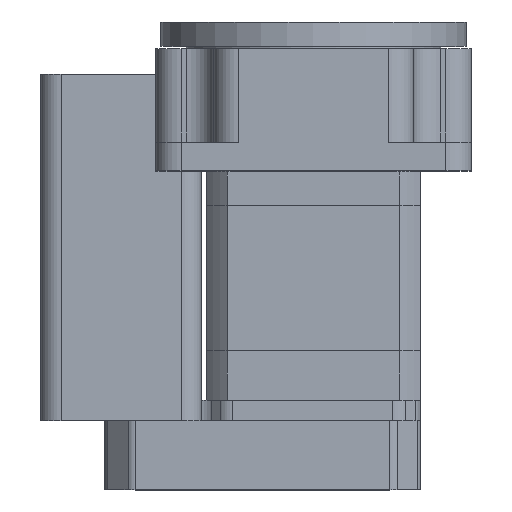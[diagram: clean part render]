
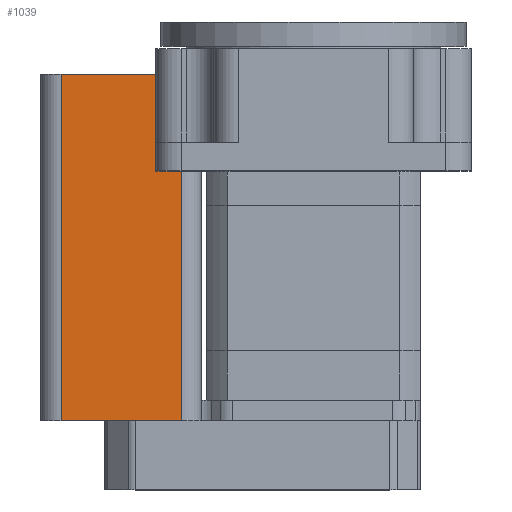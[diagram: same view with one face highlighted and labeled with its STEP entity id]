
A CAD part, top view. The second image highlights one B-rep face of the part: STEP entity #1039.
In plain terms, the highlighted face is planar.
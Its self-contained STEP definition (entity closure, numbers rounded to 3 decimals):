
#9 = DIRECTION ( 'NONE',  ( -1., 0., 0. ) ) ;
#1039 = ADVANCED_FACE ( 'NONE', ( #10411 ), #6110, .T. ) ;
#1408 = EDGE_CURVE ( 'NONE', #1998, #10637, #8983, .T. ) ;
#1416 = EDGE_LOOP ( 'NONE', ( #2106, #8273, #13235, #4310 ) ) ;
#1441 = CARTESIAN_POINT ( 'NONE',  ( 26., 28.8, -51. ) ) ;
#1998 = VERTEX_POINT ( 'NONE', #1441 ) ;
#2039 = CARTESIAN_POINT ( 'NONE',  ( 49.58, 28.8, -51. ) ) ;
#2056 = VECTOR ( 'NONE', #6975, 1000. ) ;
#2106 = ORIENTED_EDGE ( 'NONE', *, *, #12617, .T. ) ;
#2163 = CARTESIAN_POINT ( 'NONE',  ( 26., 28.8, 17. ) ) ;
#3078 = LINE ( 'NONE', #11262, #6870 ) ;
#3440 = CARTESIAN_POINT ( 'NONE',  ( 49.58, 28.8, 92.8 ) ) ;
#3578 = VERTEX_POINT ( 'NONE', #2163 ) ;
#4310 = ORIENTED_EDGE ( 'NONE', *, *, #5379, .T. ) ;
#4704 = DIRECTION ( 'NONE',  ( 0., 0., -1. ) ) ;
#5236 = AXIS2_PLACEMENT_3D ( 'NONE', #11361, #7399, #9 ) ;
#5379 = EDGE_CURVE ( 'NONE', #1998, #3578, #8112, .T. ) ;
#5380 = VECTOR ( 'NONE', #11182, 1000. ) ;
#6110 = PLANE ( 'NONE',  #5236 ) ;
#6870 = VECTOR ( 'NONE', #10061, 1000. ) ;
#6975 = DIRECTION ( 'NONE',  ( 1., 0., 0. ) ) ;
#7399 = DIRECTION ( 'NONE',  ( 0., 1., 0. ) ) ;
#7825 = VECTOR ( 'NONE', #4704, 1000. ) ;
#7978 = EDGE_CURVE ( 'NONE', #8218, #10637, #11771, .T. ) ;
#8112 = LINE ( 'NONE', #12124, #5380 ) ;
#8218 = VERTEX_POINT ( 'NONE', #9331 ) ;
#8273 = ORIENTED_EDGE ( 'NONE', *, *, #7978, .T. ) ;
#8983 = LINE ( 'NONE', #13071, #2056 ) ;
#9331 = CARTESIAN_POINT ( 'NONE',  ( 49.58, 28.8, 17. ) ) ;
#10061 = DIRECTION ( 'NONE',  ( 1., 0., 0. ) ) ;
#10411 = FACE_OUTER_BOUND ( 'NONE', #1416, .T. ) ;
#10637 = VERTEX_POINT ( 'NONE', #2039 ) ;
#11182 = DIRECTION ( 'NONE',  ( 0., 0., 1. ) ) ;
#11262 = CARTESIAN_POINT ( 'NONE',  ( 22., 28.8, 17. ) ) ;
#11361 = CARTESIAN_POINT ( 'NONE',  ( 22., 28.8, 92.8 ) ) ;
#11771 = LINE ( 'NONE', #3440, #7825 ) ;
#12124 = CARTESIAN_POINT ( 'NONE',  ( 26., 28.8, 92.8 ) ) ;
#12617 = EDGE_CURVE ( 'NONE', #3578, #8218, #3078, .T. ) ;
#13071 = CARTESIAN_POINT ( 'NONE',  ( 22., 28.8, -51. ) ) ;
#13235 = ORIENTED_EDGE ( 'NONE', *, *, #1408, .F. ) ;
